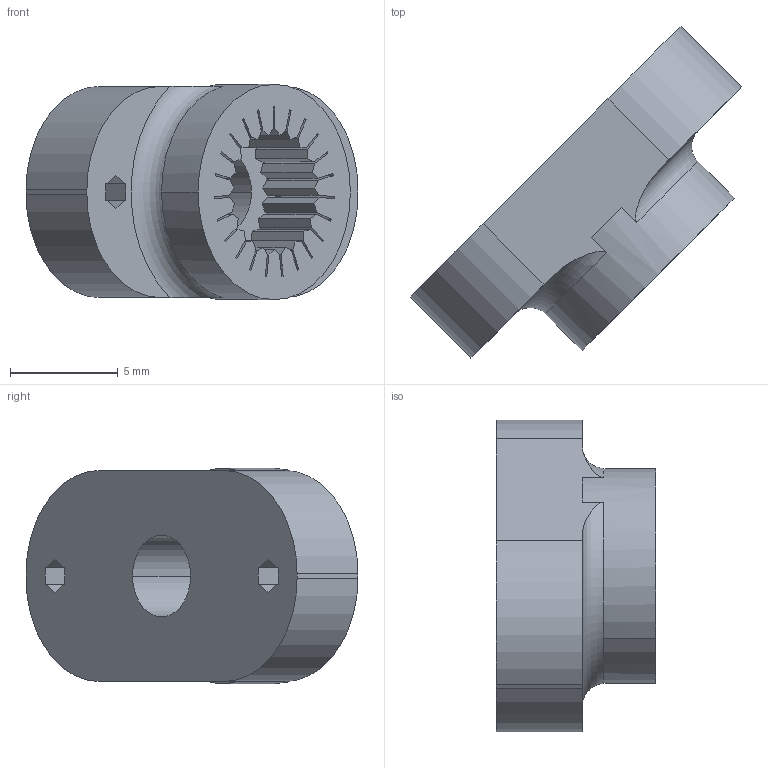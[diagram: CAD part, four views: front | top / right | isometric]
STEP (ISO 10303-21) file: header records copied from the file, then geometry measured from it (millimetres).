
FILE_DESCRIPTION (( 'STEP AP214' ), '1' );
FILE_NAME ('waist_link_ver2_4_for_servo2_small.STEP', '2024-12-16T05:07:41', ( '' ), ( '' ), 'SwSTEP 2.0', 'SolidWorks 2024', '' );
FILE_SCHEMA (( 'AUTOMOTIVE_DESIGN' ));
Length unit declared in the file: millimetre
Products named in the file (1): waist_link_ver2_4_for_servo2_small
Bounding box: 15.41 x 15.41 x 10 mm (x, y, z)
Volume: 741.5 mm3; surface area: 883.5 mm2
Topology: 1 solids, 1 shells, 149 faces, 437 edges, 291 vertices
Faces by surface type: plane 138, cylinder 8, torus 3
Entity records: 4946 total; most frequent: CARTESIAN_POINT 930, ORIENTED_EDGE 874, DIRECTION 757, EDGE_CURVE 437, VECTOR 409, LINE 409, VERTEX_POINT 291, AXIS2_PLACEMENT_3D 174
